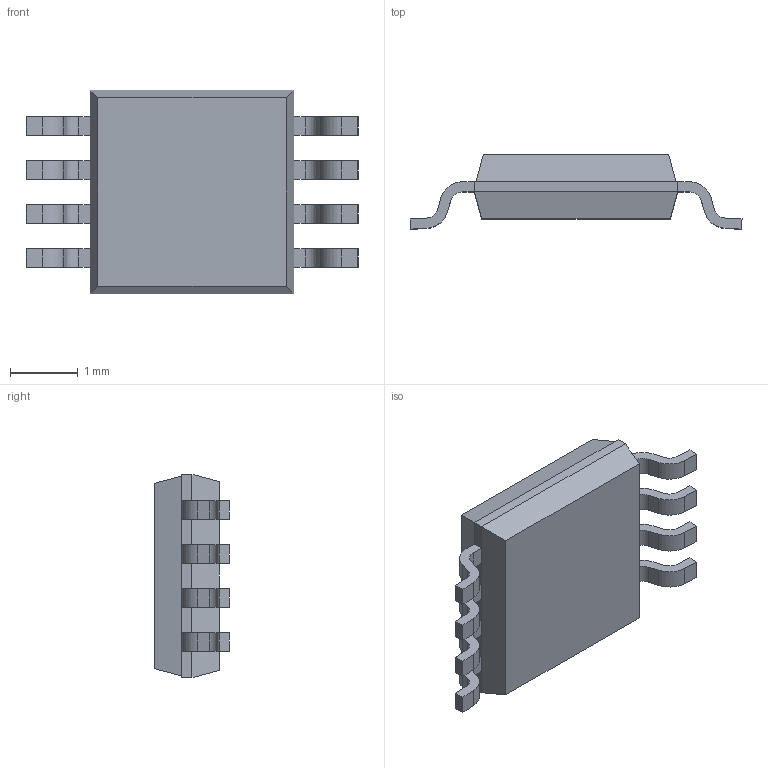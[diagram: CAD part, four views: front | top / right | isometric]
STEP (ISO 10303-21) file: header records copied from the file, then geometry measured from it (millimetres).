
FILE_DESCRIPTION (( 'STEP AP214' ),'1' );
FILE_NAME ('PI4ULS5V202UEX.STEP','2023-03-28T19:50:36',( '' ),( '' ),'SwSTEP 2.0','SolidWorks 2021','' );
FILE_SCHEMA (( 'AUTOMOTIVE_DESIGN' ));
Length unit declared in the file: millimetre
Products named in the file (1): PI4ULS5V202UEX
Bounding box: 4.9 x 1.1 x 3 mm (x, y, z)
Volume: 8.3 mm3; surface area: 36.1 mm2
Topology: 10 solids, 10 shells, 134 faces, 332 edges, 220 vertices
Faces by surface type: plane 98, cylinder 36
Entity records: 2737 total; most frequent: ORIENTED_EDGE 656, EDGE_CURVE 328, CARTESIAN_POINT 311, LINE 260, VERTEX_POINT 216, AXIS2_PLACEMENT_3D 173, EDGE_LOOP 136, FACE_OUTER_BOUND 134
